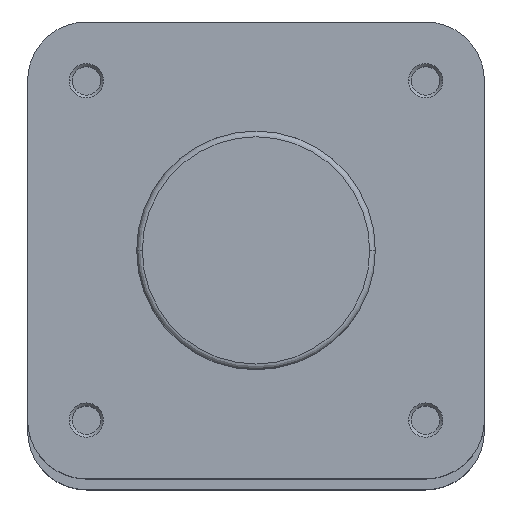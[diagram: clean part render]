
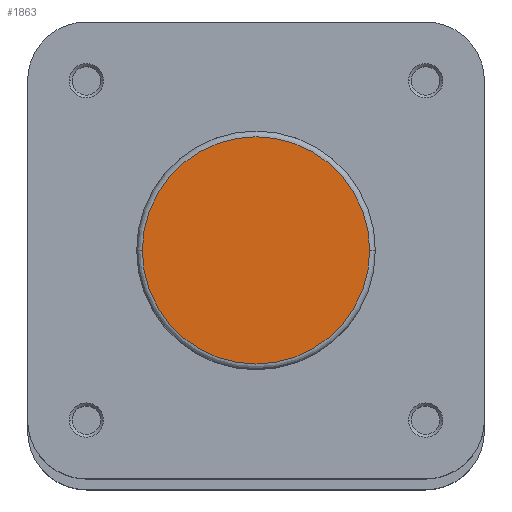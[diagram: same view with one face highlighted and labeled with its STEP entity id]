
A CAD part, top view. The second image highlights one B-rep face of the part: STEP entity #1863.
In plain terms, the highlighted planar face has unit normal (0, 0, 1).
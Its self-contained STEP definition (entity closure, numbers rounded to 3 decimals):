
#776 = EDGE_LOOP ( 'NONE', ( #4970, #5234 ) ) ;
#1248 = VERTEX_POINT ( 'NONE', #3692 ) ;
#1249 = VERTEX_POINT ( 'NONE', #3693 ) ;
#1863 = ADVANCED_FACE ( 'NONE', ( #2711 ), #4478, .F. ) ;
#2711 = FACE_OUTER_BOUND ( 'NONE', #776, .T. ) ;
#3692 = CARTESIAN_POINT ( 'NONE',  ( 19.9, 0., 0. ) ) ;
#3693 = CARTESIAN_POINT ( 'NONE',  ( -19.9, 0., 0. ) ) ;
#4478 = PLANE ( 'NONE',  #6236 ) ;
#4481 = CARTESIAN_POINT ( 'NONE',  ( 0., 20.9, 0. ) ) ;
#4487 = DIRECTION ( 'NONE',  ( 0., 0., -1. ) ) ;
#4488 = DIRECTION ( 'NONE',  ( -1., 0., 0. ) ) ;
#4970 = ORIENTED_EDGE ( 'NONE', *, *, #5837, .T. ) ;
#5016 = CARTESIAN_POINT ( 'NONE',  ( 0., 0., 0. ) ) ;
#5024 = DIRECTION ( 'NONE',  ( 0., 0., 1. ) ) ;
#5025 = DIRECTION ( 'NONE',  ( -1., 0., 0. ) ) ;
#5111 = CARTESIAN_POINT ( 'NONE',  ( 0., 0., 0. ) ) ;
#5123 = DIRECTION ( 'NONE',  ( 0., 0., 1. ) ) ;
#5124 = DIRECTION ( 'NONE',  ( -1., 0., 0. ) ) ;
#5234 = ORIENTED_EDGE ( 'NONE', *, *, #5893, .T. ) ;
#5447 = CIRCLE ( 'NONE', #6355, 19.9 ) ;
#5518 = CIRCLE ( 'NONE', #6380, 19.9 ) ;
#5837 = EDGE_CURVE ( 'NONE', #1249, #1248, #5447, .T. ) ;
#5893 = EDGE_CURVE ( 'NONE', #1248, #1249, #5518, .T. ) ;
#6236 = AXIS2_PLACEMENT_3D ( 'NONE', #4481, #4487, #4488 ) ;
#6355 = AXIS2_PLACEMENT_3D ( 'NONE', #5016, #5024, #5025 ) ;
#6380 = AXIS2_PLACEMENT_3D ( 'NONE', #5111, #5123, #5124 ) ;
